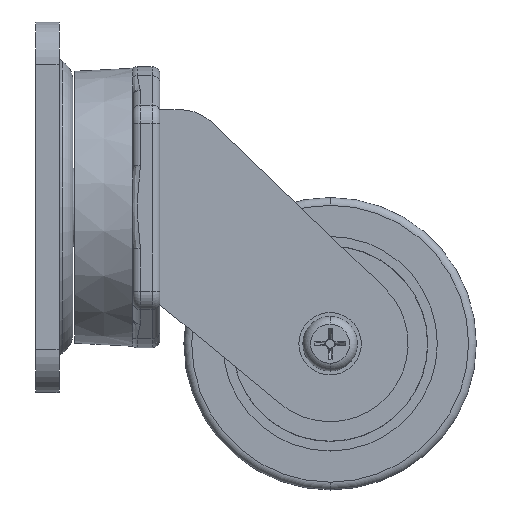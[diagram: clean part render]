
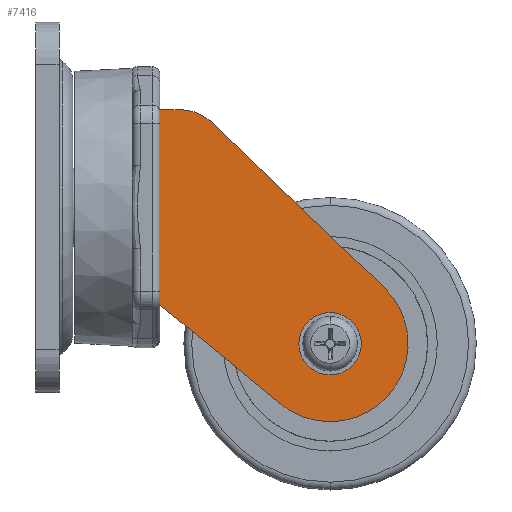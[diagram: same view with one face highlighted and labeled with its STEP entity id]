
A CAD part, left-side view. The second image highlights one B-rep face of the part: STEP entity #7416.
In plain terms, the highlighted planar face has unit normal (-1, 0, 0).
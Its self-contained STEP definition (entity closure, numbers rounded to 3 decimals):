
#59 = VERTEX_POINT ( 'NONE', #5227 ) ;
#800 = CARTESIAN_POINT ( 'NONE',  ( -29.5, -43.65, -35. ) ) ;
#1420 = DIRECTION ( 'NONE',  ( 0., 0.772, 0.635 ) ) ;
#1461 = ORIENTED_EDGE ( 'NONE', *, *, #9589, .T. ) ;
#1469 = DIRECTION ( 'NONE',  ( 0., 0., 1. ) ) ;
#1475 = CARTESIAN_POINT ( 'NONE',  ( -29.5, 0., -25. ) ) ;
#1494 = CARTESIAN_POINT ( 'NONE',  ( -29.5, -30.947, -50.448 ) ) ;
#2101 = DIRECTION ( 'NONE',  ( 0., 0., -1. ) ) ;
#2127 = CIRCLE ( 'NONE', #5704, 6.15 ) ;
#2599 = EDGE_CURVE ( 'NONE', #8768, #8719, #5766, .T. ) ;
#2869 = CARTESIAN_POINT ( 'NONE',  ( -29.5, 0., 25. ) ) ;
#2879 = VERTEX_POINT ( 'NONE', #2966 ) ;
#2966 = CARTESIAN_POINT ( 'NONE',  ( -29.5, -43.65, -41.15 ) ) ;
#3541 = DIRECTION ( 'NONE',  ( 0., -1., 0. ) ) ;
#3885 = CIRCLE ( 'NONE', #11966, 12. ) ;
#4248 = LINE ( 'NONE', #12436, #6402 ) ;
#4445 = CIRCLE ( 'NONE', #11588, 6.15 ) ;
#4762 = LINE ( 'NONE', #11223, #14201 ) ;
#5019 = VERTEX_POINT ( 'NONE', #1494 ) ;
#5025 = CARTESIAN_POINT ( 'NONE',  ( -29.5, 0., -25. ) ) ;
#5196 = EDGE_CURVE ( 'NONE', #16095, #7090, #4762, .T. ) ;
#5227 = CARTESIAN_POINT ( 'NONE',  ( -29.5, -43.65, -28.85 ) ) ;
#5238 = EDGE_LOOP ( 'NONE', ( #1461, #15803 ) ) ;
#5604 = EDGE_CURVE ( 'NONE', #2879, #59, #4445, .T. ) ;
#5704 = AXIS2_PLACEMENT_3D ( 'NONE', #800, #9717, #2101 ) ;
#5747 = VECTOR ( 'NONE', #1469, 1000. ) ;
#5766 = LINE ( 'NONE', #2869, #5747 ) ;
#5936 = EDGE_LOOP ( 'NONE', ( #9894, #15085, #14698, #14390, #7671, #13007 ) ) ;
#6402 = VECTOR ( 'NONE', #3541, 1000. ) ;
#6831 = CARTESIAN_POINT ( 'NONE',  ( -29.5, -5.174, 13. ) ) ;
#7090 = VERTEX_POINT ( 'NONE', #8517 ) ;
#7379 = CARTESIAN_POINT ( 'NONE',  ( -29.5, -43.65, -35. ) ) ;
#7416 = ADVANCED_FACE ( 'NONE', ( #10518, #15806 ), #15659, .F. ) ;
#7671 = ORIENTED_EDGE ( 'NONE', *, *, #8265, .F. ) ;
#8104 = DIRECTION ( 'NONE',  ( 0., 0., -1. ) ) ;
#8265 = EDGE_CURVE ( 'NONE', #5019, #8768, #13677, .T. ) ;
#8517 = CARTESIAN_POINT ( 'NONE',  ( -29.5, -57.496, -20.568 ) ) ;
#8637 = DIRECTION ( 'NONE',  ( 0., 0., -1. ) ) ;
#8642 = CARTESIAN_POINT ( 'NONE',  ( -29.5, -5.174, 25. ) ) ;
#8719 = VERTEX_POINT ( 'NONE', #16037 ) ;
#8768 = VERTEX_POINT ( 'NONE', #5025 ) ;
#9288 = AXIS2_PLACEMENT_3D ( 'NONE', #15985, #15625, #15430 ) ;
#9446 = EDGE_CURVE ( 'NONE', #16095, #11617, #3885, .T. ) ;
#9589 = EDGE_CURVE ( 'NONE', #59, #2879, #2127, .T. ) ;
#9717 = DIRECTION ( 'NONE',  ( 1., 0., 0. ) ) ;
#9784 = DIRECTION ( 'NONE',  ( 0., -0.722, -0.692 ) ) ;
#9894 = ORIENTED_EDGE ( 'NONE', *, *, #5196, .F. ) ;
#10518 = FACE_OUTER_BOUND ( 'NONE', #5936, .T. ) ;
#10815 = AXIS2_PLACEMENT_3D ( 'NONE', #7379, #16383, #8637 ) ;
#11223 = CARTESIAN_POINT ( 'NONE',  ( -29.5, -10., 25. ) ) ;
#11588 = AXIS2_PLACEMENT_3D ( 'NONE', #15476, #15454, #15397 ) ;
#11617 = VERTEX_POINT ( 'NONE', #8642 ) ;
#11966 = AXIS2_PLACEMENT_3D ( 'NONE', #6831, #15829, #8104 ) ;
#12436 = CARTESIAN_POINT ( 'NONE',  ( -29.5, 0., 25. ) ) ;
#13007 = ORIENTED_EDGE ( 'NONE', *, *, #14582, .F. ) ;
#13523 = VECTOR ( 'NONE', #1420, 1000. ) ;
#13677 = LINE ( 'NONE', #1475, #13523 ) ;
#14201 = VECTOR ( 'NONE', #9784, 1000. ) ;
#14256 = CIRCLE ( 'NONE', #10815, 20. ) ;
#14390 = ORIENTED_EDGE ( 'NONE', *, *, #2599, .F. ) ;
#14582 = EDGE_CURVE ( 'NONE', #7090, #5019, #14256, .T. ) ;
#14698 = ORIENTED_EDGE ( 'NONE', *, *, #14962, .F. ) ;
#14962 = EDGE_CURVE ( 'NONE', #8719, #11617, #4248, .T. ) ;
#15085 = ORIENTED_EDGE ( 'NONE', *, *, #9446, .T. ) ;
#15397 = DIRECTION ( 'NONE',  ( 0., 0., -1. ) ) ;
#15430 = DIRECTION ( 'NONE',  ( 0., 0., -1. ) ) ;
#15454 = DIRECTION ( 'NONE',  ( 1., 0., 0. ) ) ;
#15476 = CARTESIAN_POINT ( 'NONE',  ( -29.5, -43.65, -35. ) ) ;
#15625 = DIRECTION ( 'NONE',  ( 1., 0., 0. ) ) ;
#15659 = PLANE ( 'NONE',  #9288 ) ;
#15803 = ORIENTED_EDGE ( 'NONE', *, *, #5604, .T. ) ;
#15806 = FACE_BOUND ( 'NONE', #5238, .T. ) ;
#15829 = DIRECTION ( 'NONE',  ( -1., 0., 0. ) ) ;
#15985 = CARTESIAN_POINT ( 'NONE',  ( -29.5, -43.65, -35. ) ) ;
#16037 = CARTESIAN_POINT ( 'NONE',  ( -29.5, 0., 25. ) ) ;
#16095 = VERTEX_POINT ( 'NONE', #16585 ) ;
#16383 = DIRECTION ( 'NONE',  ( 1., 0., 0. ) ) ;
#16585 = CARTESIAN_POINT ( 'NONE',  ( -29.5, -13.482, 21.659 ) ) ;
